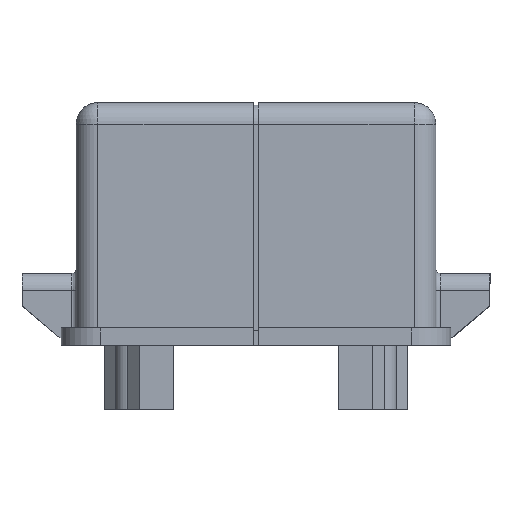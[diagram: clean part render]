
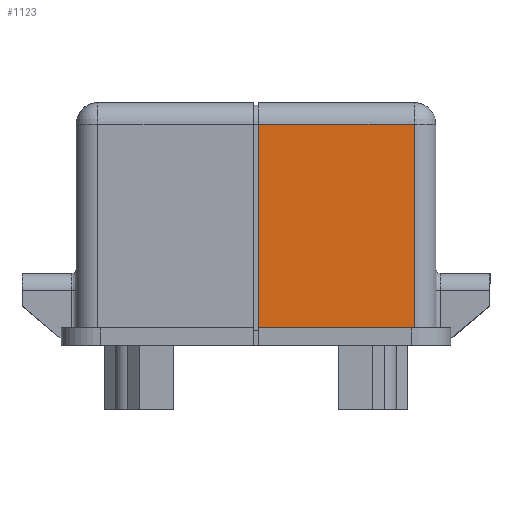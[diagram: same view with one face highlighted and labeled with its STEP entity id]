
A CAD part, left-side view. The second image highlights one B-rep face of the part: STEP entity #1123.
In plain terms, the highlighted planar face has unit normal (-1, 0, 0).
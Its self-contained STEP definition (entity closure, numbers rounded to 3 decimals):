
#1123=ADVANCED_FACE('',(#2135),#1687,.T.);
#1687=PLANE('',#12114);
#2135=FACE_OUTER_BOUND('',#2716,.T.);
#2716=EDGE_LOOP('',(#4088,#4089,#4090,#4091));
#4088=ORIENTED_EDGE('',*,*,#8262,.T.);
#4089=ORIENTED_EDGE('',*,*,#8263,.F.);
#4090=ORIENTED_EDGE('',*,*,#8259,.T.);
#4091=ORIENTED_EDGE('',*,*,#8223,.T.);
#7090=VERTEX_POINT('',#16601);
#7091=VERTEX_POINT('',#16603);
#7110=VERTEX_POINT('',#16671);
#7112=VERTEX_POINT('',#16677);
#8223=EDGE_CURVE('',#7091,#7090,#9704,.T.);
#8259=EDGE_CURVE('',#7110,#7091,#9729,.T.);
#8262=EDGE_CURVE('',#7090,#7112,#9731,.T.);
#8263=EDGE_CURVE('',#7110,#7112,#9732,.T.);
#9704=LINE('',#16602,#10925);
#9729=LINE('',#16670,#10950);
#9731=LINE('',#16676,#10952);
#9732=LINE('',#16678,#10953);
#10925=VECTOR('',#13289,1.);
#10950=VECTOR('',#13362,1.);
#10952=VECTOR('',#13368,1.);
#10953=VECTOR('',#13369,1.);
#12114=AXIS2_PLACEMENT_3D('',#16679,#13370,#13371);
#13289=DIRECTION('',(0.,1.,0.));
#13362=DIRECTION('',(0.,0.,1.));
#13368=DIRECTION('',(0.,0.,-1.));
#13369=DIRECTION('',(0.,1.,0.));
#13370=DIRECTION('',(-1.,0.,0.));
#13371=DIRECTION('',(0.,0.,-1.));
#16601=CARTESIAN_POINT('',(-45.5,-0.3,25.5));
#16602=CARTESIAN_POINT('',(-45.5,-18.25,25.5));
#16603=CARTESIAN_POINT('',(-45.5,-18.25,25.5));
#16670=CARTESIAN_POINT('',(-45.5,-18.25,2.));
#16671=CARTESIAN_POINT('',(-45.5,-18.25,2.));
#16676=CARTESIAN_POINT('',(-45.5,-0.3,25.5));
#16677=CARTESIAN_POINT('',(-45.5,-0.3,2.));
#16678=CARTESIAN_POINT('',(-45.5,-18.25,2.));
#16679=CARTESIAN_POINT('',(-45.5,0.,26.5));
